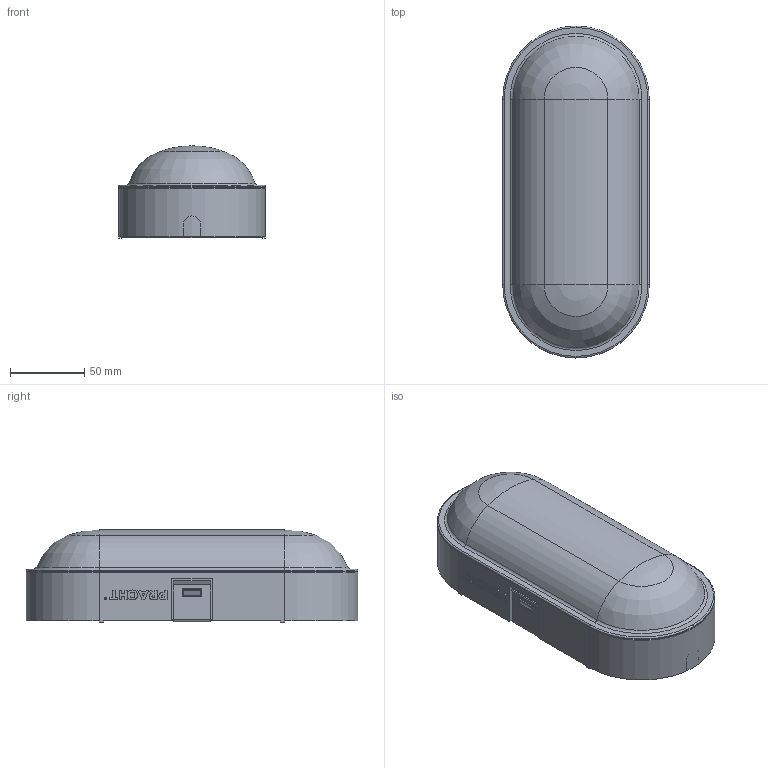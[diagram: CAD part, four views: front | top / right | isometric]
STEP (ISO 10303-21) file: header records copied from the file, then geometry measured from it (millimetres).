
FILE_DESCRIPTION (( 'STEP AP214' ), '1' );
FILE_NAME ('PRACHT_NINA_ECO_3D.step', '2023-11-03T10:21:13', ( '' ), ( '' ), 'SwSTEP 2.0', 'SolidWorks 2022', '' );
FILE_SCHEMA (( 'AUTOMOTIVE_DESIGN' ));
Length unit declared in the file: millimetre
Products named in the file (11): WL0400_002002_Wannen-Dichtung; WL0400_001000_Gehaeuse vormontiert; WL0400_001004_Schraube 3x10; WL0400_001002_Deckel; WL0400_002001_Wanne; WL0400_002000_Wanne vormontiert; WL0400_001003_Deckel-Dichtung; WL0400_001001_Gehaeuse; WL0400_000001_Befestigungsklammer; WL0400_001004_Würgestopfen; PRACHT_NINA_ECO_3D
Assembly tree (13 placements, depth 3):
  PRACHT_NINA_ECO_3D
    WL0400_001000_Gehaeuse vormontiert
      WL0400_001001_Gehaeuse
      WL0400_001002_Deckel
      WL0400_001003_Deckel-Dichtung
      WL0400_001004_Schraube 3x10  x4
      WL0400_001004_Würgestopfen
    WL0400_002000_Wanne vormontiert
      WL0400_002001_Wanne
      WL0400_002002_Wannen-Dichtung
    WL0400_000001_Befestigungsklammer
Bounding box: 99.6 x 224 x 62.3 mm (x, y, z)
Volume: 158093.7 mm3; surface area: 200474.5 mm2
Topology: 11 solids, 11 shells, 1421 faces, 3660 edges, 2326 vertices
Faces by surface type: plane 739, cylinder 392, torus 108, cone 108, bspline 70, sphere 4
Entity records: 43669 total; most frequent: CARTESIAN_POINT 11624, ORIENTED_EDGE 6680, DIRECTION 6493, EDGE_CURVE 3340, AXIS2_PLACEMENT_3D 2169, LINE 2155, VECTOR 2155, VERTEX_POINT 2118
